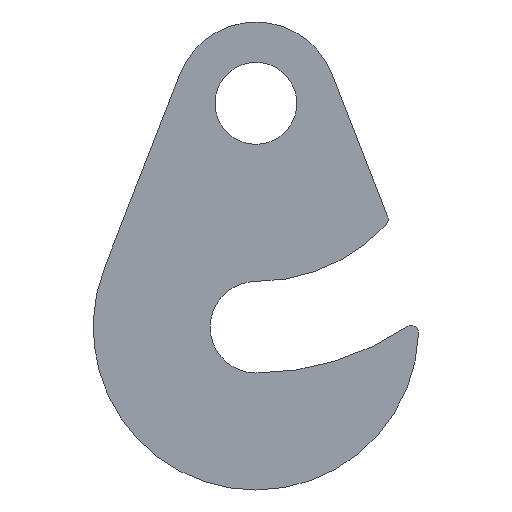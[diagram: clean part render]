
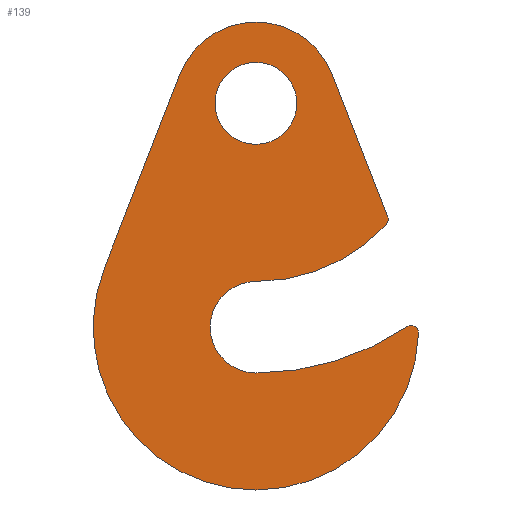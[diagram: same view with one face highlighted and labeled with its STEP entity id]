
A CAD part, front view. The second image highlights one B-rep face of the part: STEP entity #139.
In plain terms, the highlighted planar face has unit normal (0, -1, 0).
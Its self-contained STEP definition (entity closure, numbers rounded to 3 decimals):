
#1 = DIRECTION ( 'NONE',  ( 0., 0., -1. ) ) ;
#39 = DIRECTION ( 'NONE',  ( 0., 0., 1. ) ) ;
#40 = DIRECTION ( 'NONE',  ( 0., 1., 0. ) ) ;
#41 = CARTESIAN_POINT ( 'NONE',  ( 15.239, 0., -22.591 ) ) ;
#42 = AXIS2_PLACEMENT_3D ( 'NONE', #41, #40, #39 ) ;
#43 = CIRCLE ( 'NONE', #42, 0.75 ) ;
#60 = EDGE_CURVE ( 'NONE', #145, #161, #43, .T. ) ;
#66 = EDGE_CURVE ( 'NONE', #188, #191, #87, .T. ) ;
#78 = CIRCLE ( 'NONE', #251, 8. ) ;
#83 = DIRECTION ( 'NONE',  ( 0., 0., 1. ) ) ;
#84 = DIRECTION ( 'NONE',  ( 0., 1., 0. ) ) ;
#85 = CARTESIAN_POINT ( 'NONE',  ( 0., 0., 0. ) ) ;
#86 = AXIS2_PLACEMENT_3D ( 'NONE', #85, #84, #83 ) ;
#87 = CIRCLE ( 'NONE', #86, 4.025 ) ;
#130 = EDGE_CURVE ( 'NONE', #131, #167, #78, .T. ) ;
#131 = VERTEX_POINT ( 'NONE', #328 ) ;
#132 = ORIENTED_EDGE ( 'NONE', *, *, #66, .T. ) ;
#134 = EDGE_CURVE ( 'NONE', #135, #163, #385, .T. ) ;
#135 = VERTEX_POINT ( 'NONE', #277 ) ;
#136 = EDGE_CURVE ( 'NONE', #163, #142, #306, .T. ) ;
#137 = ORIENTED_EDGE ( 'NONE', *, *, #176, .F. ) ;
#138 = ORIENTED_EDGE ( 'NONE', *, *, #168, .F. ) ;
#139 = ADVANCED_FACE ( 'NONE', ( #307, #326 ), #325, .F. ) ;
#140 = ORIENTED_EDGE ( 'NONE', *, *, #147, .F. ) ;
#141 = ORIENTED_EDGE ( 'NONE', *, *, #130, .F. ) ;
#142 = VERTEX_POINT ( 'NONE', #412 ) ;
#143 = EDGE_LOOP ( 'NONE', ( #144, #162, #160, #151, #140, #155, #141, #146, #137, #138 ) ) ;
#144 = ORIENTED_EDGE ( 'NONE', *, *, #60, .F. ) ;
#145 = VERTEX_POINT ( 'NONE', #411 ) ;
#146 = ORIENTED_EDGE ( 'NONE', *, *, #154, .F. ) ;
#147 = EDGE_CURVE ( 'NONE', #148, #135, #313, .T. ) ;
#148 = VERTEX_POINT ( 'NONE', #308 ) ;
#151 = ORIENTED_EDGE ( 'NONE', *, *, #134, .F. ) ;
#154 = EDGE_CURVE ( 'NONE', #177, #131, #340, .T. ) ;
#155 = ORIENTED_EDGE ( 'NONE', *, *, #166, .F. ) ;
#158 = ORIENTED_EDGE ( 'NONE', *, *, #190, .T. ) ;
#159 = EDGE_LOOP ( 'NONE', ( #158, #132 ) ) ;
#160 = ORIENTED_EDGE ( 'NONE', *, *, #136, .F. ) ;
#161 = VERTEX_POINT ( 'NONE', #335 ) ;
#162 = ORIENTED_EDGE ( 'NONE', *, *, #169, .F. ) ;
#163 = VERTEX_POINT ( 'NONE', #334 ) ;
#166 = EDGE_CURVE ( 'NONE', #167, #148, #410, .T. ) ;
#167 = VERTEX_POINT ( 'NONE', #406 ) ;
#168 = EDGE_CURVE ( 'NONE', #161, #174, #405, .T. ) ;
#169 = EDGE_CURVE ( 'NONE', #142, #145, #400, .T. ) ;
#174 = VERTEX_POINT ( 'NONE', #428 ) ;
#176 = EDGE_CURVE ( 'NONE', #174, #177, #427, .T. ) ;
#177 = VERTEX_POINT ( 'NONE', #422 ) ;
#188 = VERTEX_POINT ( 'NONE', #286 ) ;
#190 = EDGE_CURVE ( 'NONE', #191, #188, #285, .T. ) ;
#191 = VERTEX_POINT ( 'NONE', #280 ) ;
#249 = DIRECTION ( 'NONE',  ( 0., 1., 0. ) ) ;
#250 = CARTESIAN_POINT ( 'NONE',  ( 0., 0., 0. ) ) ;
#251 = AXIS2_PLACEMENT_3D ( 'NONE', #250, #249, #1 ) ;
#275 = DIRECTION ( 'NONE',  ( 0., 0., -1. ) ) ;
#276 = DIRECTION ( 'NONE',  ( 0., 1., 0. ) ) ;
#277 = CARTESIAN_POINT ( 'NONE',  ( 12.793, 0., -11.941 ) ) ;
#280 = CARTESIAN_POINT ( 'NONE',  ( 0., 0., -4.025 ) ) ;
#281 = DIRECTION ( 'NONE',  ( 0., 0., 1. ) ) ;
#282 = DIRECTION ( 'NONE',  ( 0., 1., 0. ) ) ;
#283 = CARTESIAN_POINT ( 'NONE',  ( 0., 0., 0. ) ) ;
#284 = AXIS2_PLACEMENT_3D ( 'NONE', #283, #282, #281 ) ;
#285 = CIRCLE ( 'NONE', #284, 4.025 ) ;
#286 = CARTESIAN_POINT ( 'NONE',  ( 0., 0., 4.025 ) ) ;
#303 = DIRECTION ( 'NONE',  ( 0., -1., 0. ) ) ;
#304 = CARTESIAN_POINT ( 'NONE',  ( 0., 0., -22. ) ) ;
#305 = AXIS2_PLACEMENT_3D ( 'NONE', #304, #303, #327 ) ;
#306 = CIRCLE ( 'NONE', #305, 4.5 ) ;
#307 = FACE_OUTER_BOUND ( 'NONE', #143, .T. ) ;
#308 = CARTESIAN_POINT ( 'NONE',  ( 12.943, 0., -11.157 ) ) ;
#309 = DIRECTION ( 'NONE',  ( 0., 0., -1. ) ) ;
#310 = DIRECTION ( 'NONE',  ( 0., 1., 0. ) ) ;
#311 = CARTESIAN_POINT ( 'NONE',  ( 12.244, 0., -11.43 ) ) ;
#312 = AXIS2_PLACEMENT_3D ( 'NONE', #311, #310, #309 ) ;
#313 = CIRCLE ( 'NONE', #312, 0.75 ) ;
#324 = AXIS2_PLACEMENT_3D ( 'NONE', #415, #414, #413 ) ;
#325 = PLANE ( 'NONE',  #324 ) ;
#326 = FACE_BOUND ( 'NONE', #159, .T. ) ;
#327 = DIRECTION ( 'NONE',  ( 0., 0., 1. ) ) ;
#328 = CARTESIAN_POINT ( 'NONE',  ( -7.452, 0., 2.909 ) ) ;
#334 = CARTESIAN_POINT ( 'NONE',  ( 0., 0., -17.5 ) ) ;
#335 = CARTESIAN_POINT ( 'NONE',  ( 15.988, 0., -22.62 ) ) ;
#337 = DIRECTION ( 'NONE',  ( 0.364, 0., 0.932 ) ) ;
#338 = VECTOR ( 'NONE', #337, 1000. ) ;
#339 = CARTESIAN_POINT ( 'NONE',  ( -14.905, 0., -16.182 ) ) ;
#340 = LINE ( 'NONE', #339, #338 ) ;
#383 = CARTESIAN_POINT ( 'NONE',  ( 0., 0., 0. ) ) ;
#384 = AXIS2_PLACEMENT_3D ( 'NONE', #383, #276, #275 ) ;
#385 = CIRCLE ( 'NONE', #384, 17.5 ) ;
#396 = DIRECTION ( 'NONE',  ( 0., 0., -1. ) ) ;
#397 = DIRECTION ( 'NONE',  ( 0., -1., 0. ) ) ;
#398 = CARTESIAN_POINT ( 'NONE',  ( 0., 0., 0. ) ) ;
#399 = AXIS2_PLACEMENT_3D ( 'NONE', #398, #397, #396 ) ;
#400 = CIRCLE ( 'NONE', #399, 26.5 ) ;
#401 = DIRECTION ( 'NONE',  ( 0., 0., 1. ) ) ;
#402 = DIRECTION ( 'NONE',  ( 0., 1., 0. ) ) ;
#403 = CARTESIAN_POINT ( 'NONE',  ( 0., 0., -22. ) ) ;
#404 = AXIS2_PLACEMENT_3D ( 'NONE', #403, #402, #401 ) ;
#405 = CIRCLE ( 'NONE', #404, 16. ) ;
#406 = CARTESIAN_POINT ( 'NONE',  ( 7.452, 0., 2.909 ) ) ;
#407 = DIRECTION ( 'NONE',  ( 0.364, 0., -0.932 ) ) ;
#408 = VECTOR ( 'NONE', #407, 1000. ) ;
#409 = CARTESIAN_POINT ( 'NONE',  ( 7.452, 0., 2.909 ) ) ;
#410 = LINE ( 'NONE', #409, #408 ) ;
#411 = CARTESIAN_POINT ( 'NONE',  ( 14.819, 0., -21.969 ) ) ;
#412 = CARTESIAN_POINT ( 'NONE',  ( 0., 0., -26.5 ) ) ;
#413 = DIRECTION ( 'NONE',  ( 0., 0., 1. ) ) ;
#414 = DIRECTION ( 'NONE',  ( 0., 1., 0. ) ) ;
#415 = CARTESIAN_POINT ( 'NONE',  ( 15.239, 0., -22.591 ) ) ;
#422 = CARTESIAN_POINT ( 'NONE',  ( -14.905, 0., -16.182 ) ) ;
#423 = DIRECTION ( 'NONE',  ( 0., 0., 1. ) ) ;
#424 = DIRECTION ( 'NONE',  ( 0., 1., 0. ) ) ;
#425 = CARTESIAN_POINT ( 'NONE',  ( 0., 0., -22. ) ) ;
#426 = AXIS2_PLACEMENT_3D ( 'NONE', #425, #424, #423 ) ;
#427 = CIRCLE ( 'NONE', #426, 16. ) ;
#428 = CARTESIAN_POINT ( 'NONE',  ( 0., 0., -38. ) ) ;
